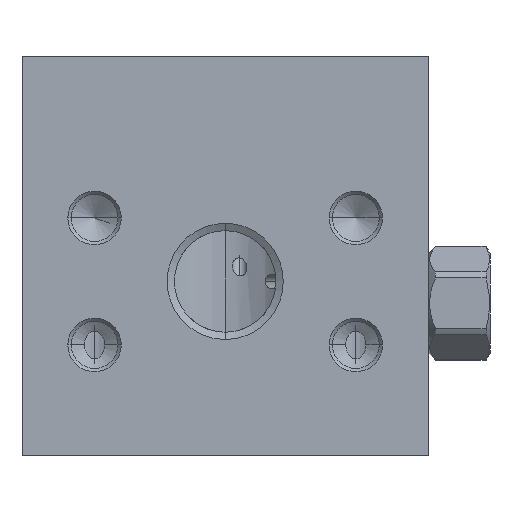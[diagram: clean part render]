
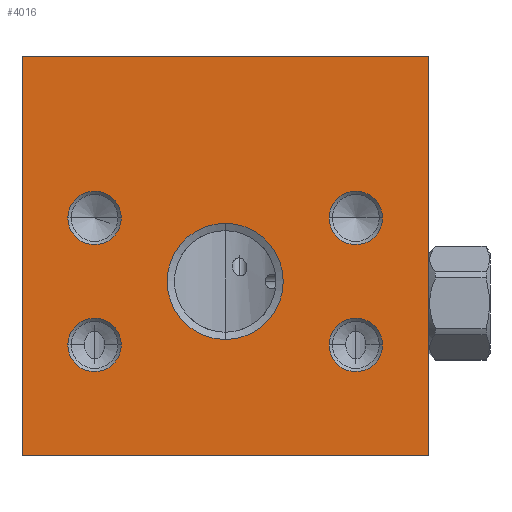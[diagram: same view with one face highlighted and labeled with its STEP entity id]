
A CAD part, left-side view. The second image highlights one B-rep face of the part: STEP entity #4016.
In plain terms, the highlighted planar face has unit normal (-1, 0, 0).
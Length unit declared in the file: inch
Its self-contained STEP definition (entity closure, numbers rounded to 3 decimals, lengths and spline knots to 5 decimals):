
#1=DIRECTION('',(0.,-1.,0.));
#2=VECTOR('',#1,3.5);
#3=CARTESIAN_POINT('',(0.,0.,0.));
#4=LINE('',#3,#2);
#117=DIRECTION('',(0.,0.,1.));
#118=VECTOR('',#117,3.438);
#119=CARTESIAN_POINT('',(0.,0.,0.));
#120=LINE('',#119,#118);
#121=CARTESIAN_POINT('',(0.,-1.75,1.5));
#122=DIRECTION('',(1.,0.,0.));
#123=DIRECTION('',(0.,0.,-1.));
#124=AXIS2_PLACEMENT_3D('',#121,#122,#123);
#126=CARTESIAN_POINT('',(0.,-1.75,1.5));
#127=DIRECTION('',(1.,0.,0.));
#128=DIRECTION('',(0.,0.,1.));
#129=AXIS2_PLACEMENT_3D('',#126,#127,#128);
#131=CARTESIAN_POINT('',(0.,-2.875,0.953));
#132=DIRECTION('',(1.,0.,0.));
#133=DIRECTION('',(0.,1.,0.));
#134=AXIS2_PLACEMENT_3D('',#131,#132,#133);
#136=CARTESIAN_POINT('',(0.,-2.875,0.953));
#137=DIRECTION('',(1.,0.,0.));
#138=DIRECTION('',(0.,-1.,0.));
#139=AXIS2_PLACEMENT_3D('',#136,#137,#138);
#141=CARTESIAN_POINT('',(0.,-0.625,0.953));
#142=DIRECTION('',(1.,0.,0.));
#143=DIRECTION('',(0.,1.,0.));
#144=AXIS2_PLACEMENT_3D('',#141,#142,#143);
#146=CARTESIAN_POINT('',(0.,-0.625,0.953));
#147=DIRECTION('',(1.,0.,0.));
#148=DIRECTION('',(0.,-1.,0.));
#149=AXIS2_PLACEMENT_3D('',#146,#147,#148);
#151=CARTESIAN_POINT('',(0.,-0.625,2.047));
#152=DIRECTION('',(1.,0.,0.));
#153=DIRECTION('',(0.,1.,0.));
#154=AXIS2_PLACEMENT_3D('',#151,#152,#153);
#156=CARTESIAN_POINT('',(0.,-0.625,2.047));
#157=DIRECTION('',(1.,0.,0.));
#158=DIRECTION('',(0.,-1.,0.));
#159=AXIS2_PLACEMENT_3D('',#156,#157,#158);
#161=CARTESIAN_POINT('',(0.,-2.875,2.047));
#162=DIRECTION('',(1.,0.,0.));
#163=DIRECTION('',(0.,1.,0.));
#164=AXIS2_PLACEMENT_3D('',#161,#162,#163);
#166=CARTESIAN_POINT('',(0.,-2.875,2.047));
#167=DIRECTION('',(1.,0.,0.));
#168=DIRECTION('',(0.,-1.,0.));
#169=AXIS2_PLACEMENT_3D('',#166,#167,#168);
#249=DIRECTION('',(0.,0.,1.));
#250=VECTOR('',#249,3.438);
#251=CARTESIAN_POINT('',(0.,-3.5,0.));
#252=LINE('',#251,#250);
#263=DIRECTION('',(0.,-1.,0.));
#264=VECTOR('',#263,3.5);
#265=CARTESIAN_POINT('',(0.,0.,3.438));
#266=LINE('',#265,#264);
#3300=CARTESIAN_POINT('',(0.,0.,0.));
#3301=CARTESIAN_POINT('',(0.,-3.5,0.));
#3302=VERTEX_POINT('',#3300);
#3303=VERTEX_POINT('',#3301);
#3308=CARTESIAN_POINT('',(0.,0.,3.438));
#3309=CARTESIAN_POINT('',(0.,-3.5,3.438));
#3310=VERTEX_POINT('',#3308);
#3311=VERTEX_POINT('',#3309);
#3440=CARTESIAN_POINT('',(0.,-1.75,0.99995));
#3441=CARTESIAN_POINT('',(0.,-1.75,2.00005));
#3442=VERTEX_POINT('',#3440);
#3443=VERTEX_POINT('',#3441);
#3448=CARTESIAN_POINT('',(0.,-2.645,0.953));
#3450=VERTEX_POINT('',#3448);
#3452=CARTESIAN_POINT('',(0.,-3.105,0.953));
#3454=VERTEX_POINT('',#3452);
#3460=CARTESIAN_POINT('',(0.,-0.395,0.953));
#3462=VERTEX_POINT('',#3460);
#3464=CARTESIAN_POINT('',(0.,-0.855,0.953));
#3466=VERTEX_POINT('',#3464);
#3474=CARTESIAN_POINT('',(0.,-0.395,2.047));
#3476=VERTEX_POINT('',#3474);
#3478=CARTESIAN_POINT('',(0.,-0.855,2.047));
#3480=VERTEX_POINT('',#3478);
#3488=CARTESIAN_POINT('',(0.,-2.645,2.047));
#3490=VERTEX_POINT('',#3488);
#3492=CARTESIAN_POINT('',(0.,-3.105,2.047));
#3494=VERTEX_POINT('',#3492);
#3972=CARTESIAN_POINT('',(0.,0.,0.));
#3973=DIRECTION('',(-1.,0.,0.));
#3974=DIRECTION('',(0.,-1.,0.));
#3975=AXIS2_PLACEMENT_3D('',#3972,#3973,#3974);
#3976=PLANE('',#3975);
#3977=ORIENTED_EDGE('',*,*,#3901,.F.);
#3979=ORIENTED_EDGE('',*,*,#3978,.T.);
#3981=ORIENTED_EDGE('',*,*,#3980,.T.);
#3983=ORIENTED_EDGE('',*,*,#3982,.F.);
#3984=EDGE_LOOP('',(#3977,#3979,#3981,#3983));
#3985=FACE_OUTER_BOUND('',#3984,.F.);
#3987=ORIENTED_EDGE('',*,*,#3986,.F.);
#3989=ORIENTED_EDGE('',*,*,#3988,.F.);
#3990=EDGE_LOOP('',(#3987,#3989));
#3991=FACE_BOUND('',#3990,.F.);
#3993=ORIENTED_EDGE('',*,*,#3992,.F.);
#3995=ORIENTED_EDGE('',*,*,#3994,.F.);
#3996=EDGE_LOOP('',(#3993,#3995));
#3997=FACE_BOUND('',#3996,.F.);
#3999=ORIENTED_EDGE('',*,*,#3998,.F.);
#4001=ORIENTED_EDGE('',*,*,#4000,.F.);
#4002=EDGE_LOOP('',(#3999,#4001));
#4003=FACE_BOUND('',#4002,.F.);
#4005=ORIENTED_EDGE('',*,*,#4004,.F.);
#4007=ORIENTED_EDGE('',*,*,#4006,.F.);
#4008=EDGE_LOOP('',(#4005,#4007));
#4009=FACE_BOUND('',#4008,.F.);
#4011=ORIENTED_EDGE('',*,*,#4010,.F.);
#4013=ORIENTED_EDGE('',*,*,#4012,.F.);
#4014=EDGE_LOOP('',(#4011,#4013));
#4015=FACE_BOUND('',#4014,.F.);
#4016=ADVANCED_FACE('',(#3985,#3991,#3997,#4003,#4009,#4015),#3976,.T.);
#125=CIRCLE('',#124,0.50005);
#130=CIRCLE('',#129,0.50005);
#135=CIRCLE('',#134,0.23);
#140=CIRCLE('',#139,0.23);
#145=CIRCLE('',#144,0.23);
#150=CIRCLE('',#149,0.23);
#155=CIRCLE('',#154,0.23);
#160=CIRCLE('',#159,0.23);
#165=CIRCLE('',#164,0.23);
#170=CIRCLE('',#169,0.23);
#3901=EDGE_CURVE('',#3302,#3303,#4,.T.);
#3978=EDGE_CURVE('',#3302,#3310,#120,.T.);
#3980=EDGE_CURVE('',#3310,#3311,#266,.T.);
#3982=EDGE_CURVE('',#3303,#3311,#252,.T.);
#3986=EDGE_CURVE('',#3442,#3443,#125,.T.);
#3988=EDGE_CURVE('',#3443,#3442,#130,.T.);
#3992=EDGE_CURVE('',#3450,#3454,#135,.T.);
#3994=EDGE_CURVE('',#3454,#3450,#140,.T.);
#3998=EDGE_CURVE('',#3462,#3466,#145,.T.);
#4000=EDGE_CURVE('',#3466,#3462,#150,.T.);
#4004=EDGE_CURVE('',#3476,#3480,#155,.T.);
#4006=EDGE_CURVE('',#3480,#3476,#160,.T.);
#4010=EDGE_CURVE('',#3490,#3494,#165,.T.);
#4012=EDGE_CURVE('',#3494,#3490,#170,.T.);
